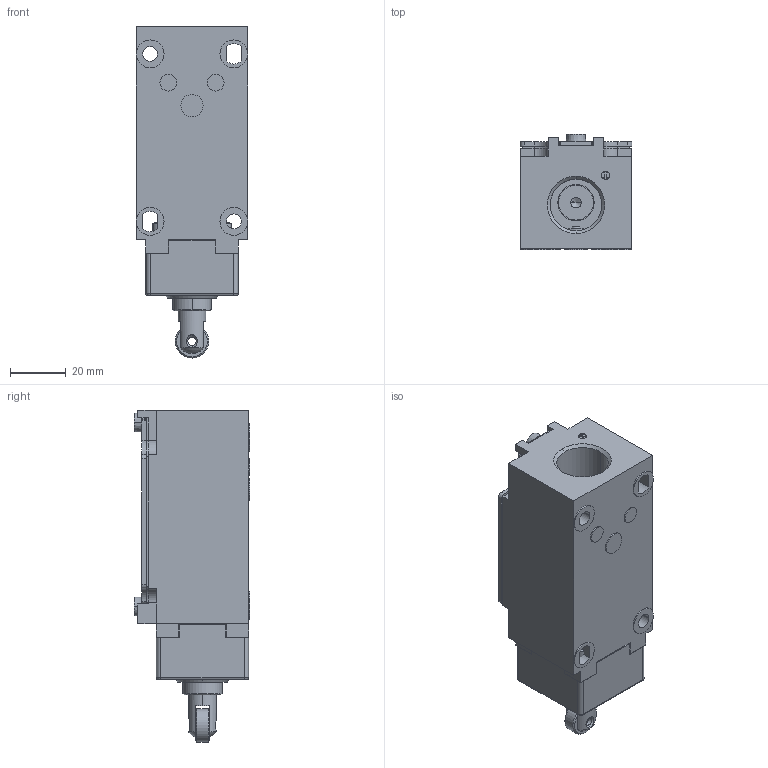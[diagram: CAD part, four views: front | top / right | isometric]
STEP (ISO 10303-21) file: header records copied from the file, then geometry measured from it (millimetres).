
FILE_DESCRIPTION(('STEP AP242'),'1');
FILE_NAME('switch_xckj167.stp','2020-11-13T16:23:44',('TraceParts'),('TraceParts S.A.'),'Spatial InterOp 3D',' ',' ');
FILE_SCHEMA(('AP242_MANAGED_MODEL_BASED_3D_ENGINEERING_MIM_LF {1 0 10303 442 1 1 4}'));
Length unit declared in the file: millimetre
Products named in the file (1): switch_xckj167_1
Bounding box: 40 x 41.33 x 118.95 mm (x, y, z)
Volume: 64207.4 mm3; surface area: 46747.2 mm2
Topology: 16 solids, 16 shells, 888 faces, 2180 edges, 1365 vertices
Faces by surface type: plane 401, cylinder 278, cone 102, torus 59, bspline 38, sphere 10
Entity records: 44265 total; most frequent: CARTESIAN_POINT 23189, DIRECTION 4463, ORIENTED_EDGE 4328, EDGE_CURVE 2164, AXIS2_PLACEMENT_3D 1670, VERTEX_POINT 1365, LINE 1123, VECTOR 1123
